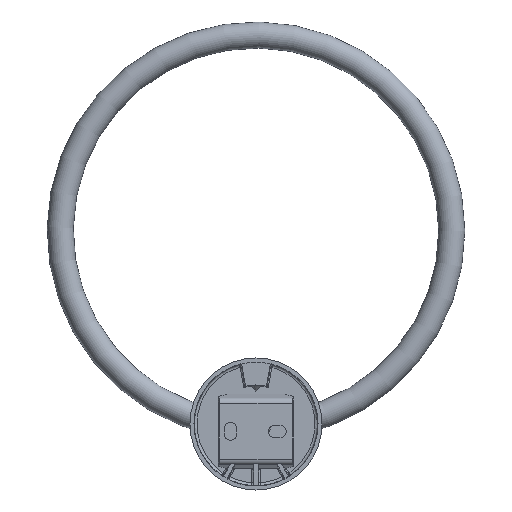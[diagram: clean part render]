
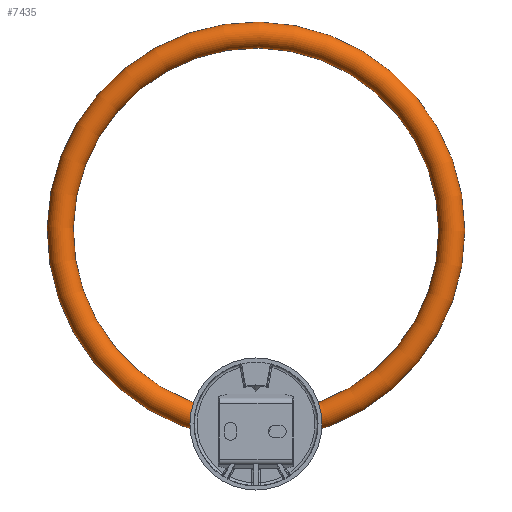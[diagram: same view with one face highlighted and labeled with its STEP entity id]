
A CAD part, front view. The second image highlights one B-rep face of the part: STEP entity #7435.
In plain terms, the highlighted toroidal (fillet/blend) face has major radius 71.45 mm and minor radius 4.765 mm.
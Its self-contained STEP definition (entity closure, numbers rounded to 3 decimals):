
#7285=CARTESIAN_POINT('',(-1.185,0.,-71.44));
#7286=DIRECTION('',(-1.,0.,0.017));
#7287=DIRECTION('',(-0.017,0.,-1.));
#7288=AXIS2_PLACEMENT_3D('',#7285,#7286,#7287);
#7300=CARTESIAN_POINT('',(0.,0.,0.));
#7301=DIRECTION('',(0.,-1.,0.));
#7302=DIRECTION('',(0.017,0.,-1.));
#7303=AXIS2_PLACEMENT_3D('',#7300,#7301,#7302);
#7305=CARTESIAN_POINT('',(0.,0.,0.));
#7306=DIRECTION('',(0.,-1.,0.));
#7307=DIRECTION('',(0.017,0.,1.));
#7308=AXIS2_PLACEMENT_3D('',#7305,#7306,#7307);
#7310=CARTESIAN_POINT('',(0.,0.,0.));
#7311=DIRECTION('',(0.,-1.,0.));
#7312=DIRECTION('',(0.017,0.,-1.));
#7313=AXIS2_PLACEMENT_3D('',#7310,#7311,#7312);
#7315=CARTESIAN_POINT('',(0.,0.,0.));
#7316=DIRECTION('',(0.,-1.,0.));
#7317=DIRECTION('',(0.017,0.,1.));
#7318=AXIS2_PLACEMENT_3D('',#7315,#7316,#7317);
#7325=CARTESIAN_POINT('',(1.185,0.,-71.44));
#7326=DIRECTION('',(1.,0.,0.017));
#7327=DIRECTION('',(-0.017,0.,1.));
#7328=AXIS2_PLACEMENT_3D('',#7325,#7326,#7327);
#7360=CARTESIAN_POINT('',(-1.106,0.,-66.676));
#7361=CARTESIAN_POINT('',(-1.264,0.,-76.205));
#7362=VERTEX_POINT('',#7360);
#7363=VERTEX_POINT('',#7361);
#7368=CARTESIAN_POINT('',(1.106,0.,66.676));
#7369=VERTEX_POINT('',#7368);
#7370=CARTESIAN_POINT('',(1.106,0.,-66.676));
#7371=VERTEX_POINT('',#7370);
#7372=CARTESIAN_POINT('',(1.264,0.,-76.205));
#7373=VERTEX_POINT('',#7372);
#7374=CARTESIAN_POINT('',(1.264,0.,76.205));
#7375=VERTEX_POINT('',#7374);
#7421=CARTESIAN_POINT('',(0.,0.,0.));
#7422=DIRECTION('',(0.,1.,0.));
#7423=DIRECTION('',(0.017,0.,1.));
#7424=AXIS2_PLACEMENT_3D('',#7421,#7422,#7423);
#7425=TOROIDAL_SURFACE('',#7424,71.45,4.765);
#7426=ORIENTED_EDGE('',*,*,#7391,.F.);
#7427=ORIENTED_EDGE('',*,*,#7416,.F.);
#7428=ORIENTED_EDGE('',*,*,#7414,.F.);
#7430=ORIENTED_EDGE('',*,*,#7429,.F.);
#7431=ORIENTED_EDGE('',*,*,#7410,.T.);
#7432=ORIENTED_EDGE('',*,*,#7408,.T.);
#7433=EDGE_LOOP('',(#7426,#7427,#7428,#7430,#7431,#7432));
#7434=FACE_OUTER_BOUND('',#7433,.F.);
#7435=ADVANCED_FACE('',(#7434),#7425,.T.);
#7289=CIRCLE('',#7288,4.765);
#7304=CIRCLE('',#7303,76.215);
#7309=CIRCLE('',#7308,76.215);
#7314=CIRCLE('',#7313,66.685);
#7319=CIRCLE('',#7318,66.685);
#7329=CIRCLE('',#7328,4.765);
#7391=EDGE_CURVE('',#7363,#7362,#7289,.T.);
#7408=EDGE_CURVE('',#7369,#7362,#7319,.T.);
#7410=EDGE_CURVE('',#7371,#7369,#7314,.T.);
#7414=EDGE_CURVE('',#7373,#7375,#7304,.T.);
#7416=EDGE_CURVE('',#7375,#7363,#7309,.T.);
#7429=EDGE_CURVE('',#7371,#7373,#7329,.T.);
